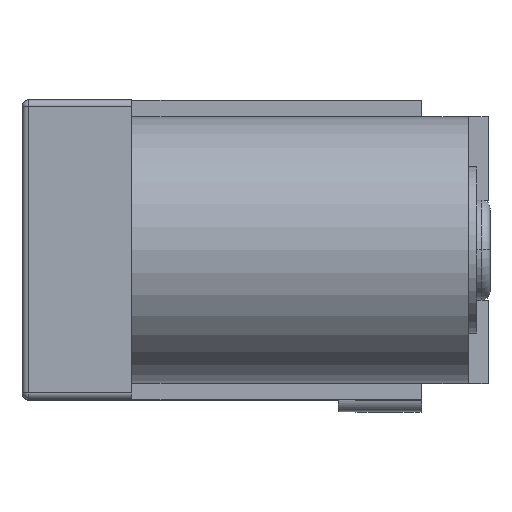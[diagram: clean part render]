
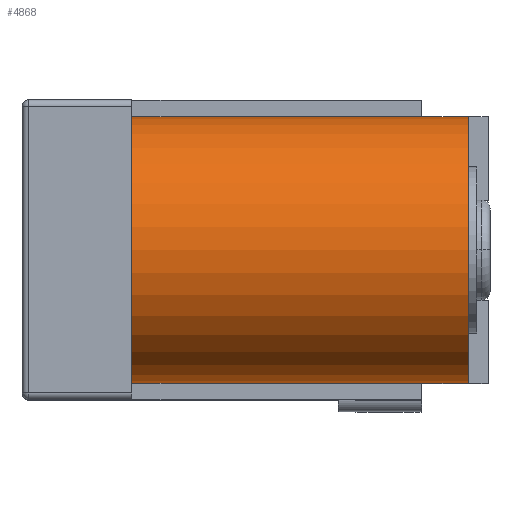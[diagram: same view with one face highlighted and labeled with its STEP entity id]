
A CAD part, top view. The second image highlights one B-rep face of the part: STEP entity #4868.
In plain terms, the highlighted cylindrical face has radius 4 mm (diameter 8 mm), a partial arc.
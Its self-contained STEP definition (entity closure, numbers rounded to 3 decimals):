
#439 = DIRECTION ( 'NONE',  ( 0., 1., 0. ) ) ;
#561 = CIRCLE ( 'NONE', #11262, 4. ) ;
#661 = EDGE_CURVE ( 'NONE', #9956, #15305, #6661, .T. ) ;
#902 = EDGE_CURVE ( 'NONE', #4669, #4879, #13287, .T. ) ;
#1773 = CARTESIAN_POINT ( 'NONE',  ( -3.7, 4., 6.4 ) ) ;
#1968 = DIRECTION ( 'NONE',  ( 0., 0., -1. ) ) ;
#2420 = LINE ( 'NONE', #8902, #13211 ) ;
#2630 = VECTOR ( 'NONE', #11517, 1000. ) ;
#3661 = DIRECTION ( 'NONE',  ( 0., 0., -1. ) ) ;
#3943 = CARTESIAN_POINT ( 'NONE',  ( 6.4, 4., 6.4 ) ) ;
#3962 = ORIENTED_EDGE ( 'NONE', *, *, #902, .F. ) ;
#4240 = CARTESIAN_POINT ( 'NONE',  ( -3.7, 0., 6.4 ) ) ;
#4314 = LINE ( 'NONE', #9024, #14702 ) ;
#4669 = VERTEX_POINT ( 'NONE', #1773 ) ;
#4868 = ADVANCED_FACE ( 'NONE', ( #8846 ), #9345, .T. ) ;
#4879 = VERTEX_POINT ( 'NONE', #15165 ) ;
#4898 = DIRECTION ( 'NONE',  ( 1., 0., 0. ) ) ;
#4998 = DIRECTION ( 'NONE',  ( 1., 0., 0. ) ) ;
#5441 = DIRECTION ( 'NONE',  ( -1., 0., 0. ) ) ;
#6104 = CARTESIAN_POINT ( 'NONE',  ( -17.107, 4., 6.4 ) ) ;
#6661 = CIRCLE ( 'NONE', #6808, 4. ) ;
#6808 = AXIS2_PLACEMENT_3D ( 'NONE', #12213, #9997, #1968 ) ;
#7701 = VERTEX_POINT ( 'NONE', #15682 ) ;
#8556 = VECTOR ( 'NONE', #10833, 1000. ) ;
#8616 = EDGE_CURVE ( 'NONE', #4879, #15305, #4314, .T. ) ;
#8780 = ORIENTED_EDGE ( 'NONE', *, *, #15659, .T. ) ;
#8846 = FACE_OUTER_BOUND ( 'NONE', #15259, .T. ) ;
#8902 = CARTESIAN_POINT ( 'NONE',  ( -17.107, -4., 6.4 ) ) ;
#8914 = EDGE_CURVE ( 'NONE', #15355, #9956, #14216, .T. ) ;
#8987 = ORIENTED_EDGE ( 'NONE', *, *, #661, .T. ) ;
#8995 = CARTESIAN_POINT ( 'NONE',  ( 6.4, -4., 6.4 ) ) ;
#9024 = CARTESIAN_POINT ( 'NONE',  ( -22.74, 4., 6.4 ) ) ;
#9345 = CYLINDRICAL_SURFACE ( 'NONE', #12976, 4. ) ;
#9611 = CARTESIAN_POINT ( 'NONE',  ( -22.74, -4., 6.4 ) ) ;
#9775 = ORIENTED_EDGE ( 'NONE', *, *, #8616, .F. ) ;
#9956 = VERTEX_POINT ( 'NONE', #8995 ) ;
#9997 = DIRECTION ( 'NONE',  ( -1., 0., 0. ) ) ;
#10833 = DIRECTION ( 'NONE',  ( 1., 0., 0. ) ) ;
#11211 = CARTESIAN_POINT ( 'NONE',  ( -17.107, 0., 6.4 ) ) ;
#11262 = AXIS2_PLACEMENT_3D ( 'NONE', #4240, #5441, #439 ) ;
#11368 = CARTESIAN_POINT ( 'NONE',  ( 5., -4., 6.4 ) ) ;
#11517 = DIRECTION ( 'NONE',  ( 1., 0., 0. ) ) ;
#12213 = CARTESIAN_POINT ( 'NONE',  ( 6.4, 0., 6.4 ) ) ;
#12538 = DIRECTION ( 'NONE',  ( 1., 0., 0. ) ) ;
#12976 = AXIS2_PLACEMENT_3D ( 'NONE', #11211, #4898, #3661 ) ;
#13211 = VECTOR ( 'NONE', #12538, 1000. ) ;
#13287 = LINE ( 'NONE', #6104, #2630 ) ;
#13717 = EDGE_CURVE ( 'NONE', #7701, #4669, #561, .T. ) ;
#13870 = ORIENTED_EDGE ( 'NONE', *, *, #8914, .T. ) ;
#14216 = LINE ( 'NONE', #9611, #8556 ) ;
#14633 = ORIENTED_EDGE ( 'NONE', *, *, #13717, .F. ) ;
#14702 = VECTOR ( 'NONE', #4998, 1000. ) ;
#15165 = CARTESIAN_POINT ( 'NONE',  ( 5., 4., 6.4 ) ) ;
#15259 = EDGE_LOOP ( 'NONE', ( #13870, #8987, #9775, #3962, #14633, #8780 ) ) ;
#15305 = VERTEX_POINT ( 'NONE', #3943 ) ;
#15355 = VERTEX_POINT ( 'NONE', #11368 ) ;
#15659 = EDGE_CURVE ( 'NONE', #7701, #15355, #2420, .T. ) ;
#15682 = CARTESIAN_POINT ( 'NONE',  ( -3.7, -4., 6.4 ) ) ;
